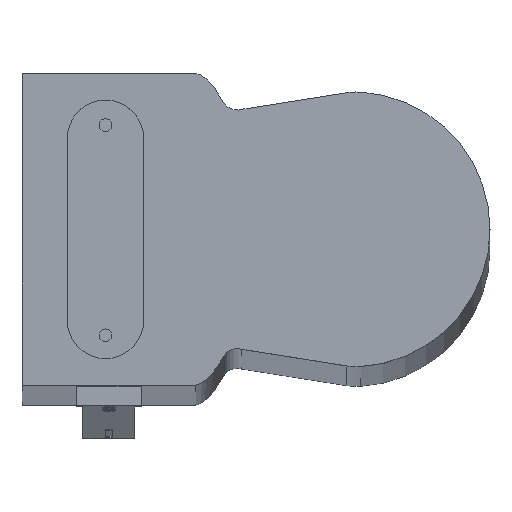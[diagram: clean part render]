
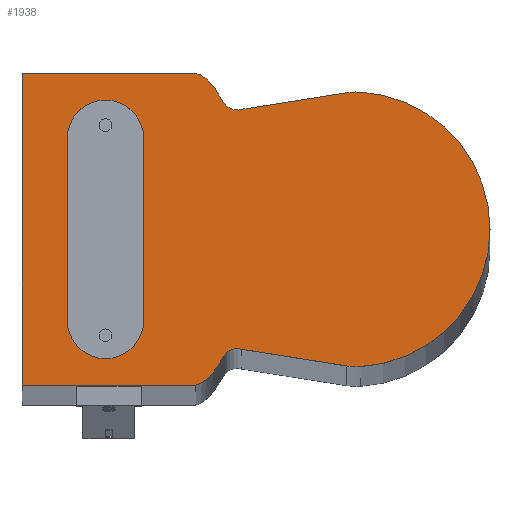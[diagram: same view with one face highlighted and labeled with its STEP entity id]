
A CAD part, top view. The second image highlights one B-rep face of the part: STEP entity #1938.
In plain terms, the highlighted face is planar.
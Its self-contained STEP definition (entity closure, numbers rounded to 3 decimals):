
#3 = AXIS2_PLACEMENT_3D ( 'NONE', #1837, #848, #2220 ) ;
#55 = CARTESIAN_POINT ( 'NONE',  ( 11.805, 436.5, -14.405 ) ) ;
#56 = CIRCLE ( 'NONE', #403, 5. ) ;
#75 = EDGE_CURVE ( 'NONE', #1308, #2001, #1695, .T. ) ;
#96 = CARTESIAN_POINT ( 'NONE',  ( -7.01, 436.5, -3.488 ) ) ;
#109 = EDGE_CURVE ( 'NONE', #1942, #1494, #56, .T. ) ;
#121 = DIRECTION ( 'NONE',  ( 0., -1., 0. ) ) ;
#158 = B_SPLINE_CURVE_WITH_KNOTS ( 'NONE', 2,
 ( #2106, #55, #1359 ),
 .UNSPECIFIED., .F., .F.,
 ( 3, 3 ),
 ( 0.5, 0.501 ),
 .UNSPECIFIED. ) ;
#169 = ORIENTED_EDGE ( 'NONE', *, *, #1947, .T. ) ;
#217 = AXIS2_PLACEMENT_3D ( 'NONE', #838, #457, #797 ) ;
#244 = ORIENTED_EDGE ( 'NONE', *, *, #1728, .T. ) ;
#261 = VERTEX_POINT ( 'NONE', #1864 ) ;
#308 = CIRCLE ( 'NONE', #495, 2.933 ) ;
#357 = FACE_OUTER_BOUND ( 'NONE', #2200, .T. ) ;
#372 = PLANE ( 'NONE',  #387 ) ;
#387 = AXIS2_PLACEMENT_3D ( 'NONE', #1107, #1131, #739 ) ;
#392 = EDGE_CURVE ( 'NONE', #2457, #2432, #812, .T. ) ;
#398 = FACE_BOUND ( 'NONE', #632, .T. ) ;
#400 = EDGE_CURVE ( 'NONE', #1679, #444, #927, .T. ) ;
#403 = AXIS2_PLACEMENT_3D ( 'NONE', #1166, #1180, #1982 ) ;
#414 = ORIENTED_EDGE ( 'NONE', *, *, #960, .F. ) ;
#422 = AXIS2_PLACEMENT_3D ( 'NONE', #2246, #121, #1096 ) ;
#431 = CARTESIAN_POINT ( 'NONE',  ( 7.01, 436.5, -3.488 ) ) ;
#444 = VERTEX_POINT ( 'NONE', #1369 ) ;
#445 = VERTEX_POINT ( 'NONE', #1688 ) ;
#457 = DIRECTION ( 'NONE',  ( 0., 1., 0. ) ) ;
#495 = AXIS2_PLACEMENT_3D ( 'NONE', #1349, #2464, #2066 ) ;
#508 = ORIENTED_EDGE ( 'NONE', *, *, #1084, .T. ) ;
#559 = VECTOR ( 'NONE', #1071, 1000. ) ;
#601 = CARTESIAN_POINT ( 'NONE',  ( -10.557, 436.5, -26.051 ) ) ;
#632 = EDGE_LOOP ( 'NONE', ( #1023, #2187, #1196, #414 ) ) ;
#638 = LINE ( 'NONE', #1944, #1385 ) ;
#709 = CIRCLE ( 'NONE', #2113, 10.576 ) ;
#715 = CARTESIAN_POINT ( 'NONE',  ( -12., 436.5, -13.364 ) ) ;
#719 = VERTEX_POINT ( 'NONE', #1723 ) ;
#739 = DIRECTION ( 'NONE',  ( 1., 0., 0. ) ) ;
#741 = CARTESIAN_POINT ( 'NONE',  ( 12., 436.5, 0. ) ) ;
#748 = CIRCLE ( 'NONE', #1179, 1.218 ) ;
#753 = CIRCLE ( 'NONE', #3, 2.933 ) ;
#797 = DIRECTION ( 'NONE',  ( -1., 0., 0. ) ) ;
#799 = VERTEX_POINT ( 'NONE', #1353 ) ;
#812 = LINE ( 'NONE', #1575, #1333 ) ;
#816 = ORIENTED_EDGE ( 'NONE', *, *, #851, .T. ) ;
#838 = CARTESIAN_POINT ( 'NONE',  ( -5.566, 436.5, -25.755 ) ) ;
#848 = DIRECTION ( 'NONE',  ( 0., 1., 0. ) ) ;
#851 = EDGE_CURVE ( 'NONE', #719, #1942, #2006, .T. ) ;
#916 = ORIENTED_EDGE ( 'NONE', *, *, #109, .T. ) ;
#927 = CIRCLE ( 'NONE', #217, 5. ) ;
#938 = LINE ( 'NONE', #2132, #2340 ) ;
#941 = CARTESIAN_POINT ( 'NONE',  ( 10.391, 436.5, -16.546 ) ) ;
#950 = CARTESIAN_POINT ( 'NONE',  ( 12., 436.5, -3. ) ) ;
#960 = EDGE_CURVE ( 'NONE', #261, #1308, #308, .T. ) ;
#984 = VERTEX_POINT ( 'NONE', #2452 ) ;
#1013 = CARTESIAN_POINT ( 'NONE',  ( -11.805, 436.5, -14.405 ) ) ;
#1014 = DIRECTION ( 'NONE',  ( 0., 0., 1. ) ) ;
#1023 = ORIENTED_EDGE ( 'NONE', *, *, #1511, .F. ) ;
#1051 = ORIENTED_EDGE ( 'NONE', *, *, #1295, .T. ) ;
#1057 = CARTESIAN_POINT ( 'NONE',  ( 10.505, 436.5, -24.975 ) ) ;
#1063 = ORIENTED_EDGE ( 'NONE', *, *, #1485, .T. ) ;
#1071 = DIRECTION ( 'NONE',  ( 0.156, 0., -0.988 ) ) ;
#1084 = EDGE_CURVE ( 'NONE', #2116, #445, #1745, .T. ) ;
#1096 = DIRECTION ( 'NONE',  ( -1., 0., 0. ) ) ;
#1107 = CARTESIAN_POINT ( 'NONE',  ( 0., 436.5, 0. ) ) ;
#1118 = DIRECTION ( 'NONE',  ( -1., 0., 0. ) ) ;
#1131 = DIRECTION ( 'NONE',  ( 0., -1., 0. ) ) ;
#1166 = CARTESIAN_POINT ( 'NONE',  ( 5.566, 436.5, -25.755 ) ) ;
#1179 = AXIS2_PLACEMENT_3D ( 'NONE', #941, #1717, #1923 ) ;
#1180 = DIRECTION ( 'NONE',  ( 0., 1., 0. ) ) ;
#1196 = ORIENTED_EDGE ( 'NONE', *, *, #75, .F. ) ;
#1197 = ORIENTED_EDGE ( 'NONE', *, *, #1496, .T. ) ;
#1235 = CARTESIAN_POINT ( 'NONE',  ( -12., 436.5, 0. ) ) ;
#1295 = EDGE_CURVE ( 'NONE', #2432, #1569, #638, .T. ) ;
#1308 = VERTEX_POINT ( 'NONE', #96 ) ;
#1320 = CARTESIAN_POINT ( 'NONE',  ( 0., 436.5, -25.424 ) ) ;
#1332 = DIRECTION ( 'NONE',  ( -1., 0., 0. ) ) ;
#1333 = VECTOR ( 'NONE', #1014, 1000. ) ;
#1349 = CARTESIAN_POINT ( 'NONE',  ( -7.01, 436.5, -6.421 ) ) ;
#1353 = CARTESIAN_POINT ( 'NONE',  ( 12., 436.5, -13.364 ) ) ;
#1359 = CARTESIAN_POINT ( 'NONE',  ( 9.693, 436.5, -15.548 ) ) ;
#1369 = CARTESIAN_POINT ( 'NONE',  ( -10.505, 436.5, -24.975 ) ) ;
#1373 = LINE ( 'NONE', #2394, #1430 ) ;
#1385 = VECTOR ( 'NONE', #1411, 1000. ) ;
#1402 = ORIENTED_EDGE ( 'NONE', *, *, #400, .T. ) ;
#1411 = DIRECTION ( 'NONE',  ( 1., 0., 0. ) ) ;
#1430 = VECTOR ( 'NONE', #2377, 1000. ) ;
#1485 = EDGE_CURVE ( 'NONE', #984, #719, #748, .T. ) ;
#1494 = VERTEX_POINT ( 'NONE', #2320 ) ;
#1496 = EDGE_CURVE ( 'NONE', #1569, #799, #2301, .T. ) ;
#1506 = VECTOR ( 'NONE', #2283, 1000. ) ;
#1511 = EDGE_CURVE ( 'NONE', #2109, #261, #938, .T. ) ;
#1546 = CARTESIAN_POINT ( 'NONE',  ( 7.01, 436.5, -9.355 ) ) ;
#1569 = VERTEX_POINT ( 'NONE', #741 ) ;
#1574 = CARTESIAN_POINT ( 'NONE',  ( -12., 436.5, -13.364 ) ) ;
#1575 = CARTESIAN_POINT ( 'NONE',  ( -12., 436.5, 0. ) ) ;
#1679 = VERTEX_POINT ( 'NONE', #601 ) ;
#1688 = CARTESIAN_POINT ( 'NONE',  ( -9.693, 436.5, -15.548 ) ) ;
#1695 = LINE ( 'NONE', #1872, #2318 ) ;
#1717 = DIRECTION ( 'NONE',  ( 0., -1., 0. ) ) ;
#1723 = CARTESIAN_POINT ( 'NONE',  ( 9.233, 436.5, -16.921 ) ) ;
#1728 = EDGE_CURVE ( 'NONE', #445, #2457, #2265, .T. ) ;
#1745 = CIRCLE ( 'NONE', #422, 1.218 ) ;
#1765 = CARTESIAN_POINT ( 'NONE',  ( -9.693, 436.5, -15.548 ) ) ;
#1811 = CARTESIAN_POINT ( 'NONE',  ( -9.233, 436.5, -16.921 ) ) ;
#1837 = CARTESIAN_POINT ( 'NONE',  ( 7.01, 436.5, -6.421 ) ) ;
#1864 = CARTESIAN_POINT ( 'NONE',  ( -7.01, 436.5, -9.355 ) ) ;
#1872 = CARTESIAN_POINT ( 'NONE',  ( 7.01, 436.5, -3.488 ) ) ;
#1913 = CARTESIAN_POINT ( 'NONE',  ( 10.505, 436.5, -24.975 ) ) ;
#1923 = DIRECTION ( 'NONE',  ( -1., 0., 0. ) ) ;
#1938 = ADVANCED_FACE ( 'NONE', ( #398, #357 ), #372, .F. ) ;
#1942 = VERTEX_POINT ( 'NONE', #1913 ) ;
#1943 = ORIENTED_EDGE ( 'NONE', *, *, #392, .T. ) ;
#1944 = CARTESIAN_POINT ( 'NONE',  ( 12., 436.5, 0. ) ) ;
#1947 = EDGE_CURVE ( 'NONE', #1494, #1679, #709, .T. ) ;
#1976 = EDGE_CURVE ( 'NONE', #799, #984, #158, .T. ) ;
#1982 = DIRECTION ( 'NONE',  ( -1., 0., 0. ) ) ;
#2001 = VERTEX_POINT ( 'NONE', #431 ) ;
#2006 = LINE ( 'NONE', #1057, #559 ) ;
#2016 = ORIENTED_EDGE ( 'NONE', *, *, #1976, .T. ) ;
#2066 = DIRECTION ( 'NONE',  ( -1., 0., 0. ) ) ;
#2084 = DIRECTION ( 'NONE',  ( 0., 1., 0. ) ) ;
#2106 = CARTESIAN_POINT ( 'NONE',  ( 12., 436.5, -13.364 ) ) ;
#2109 = VERTEX_POINT ( 'NONE', #1546 ) ;
#2113 = AXIS2_PLACEMENT_3D ( 'NONE', #1320, #2084, #1118 ) ;
#2116 = VERTEX_POINT ( 'NONE', #1811 ) ;
#2132 = CARTESIAN_POINT ( 'NONE',  ( 7.01, 436.5, -9.355 ) ) ;
#2136 = EDGE_CURVE ( 'NONE', #444, #2116, #1373, .T. ) ;
#2187 = ORIENTED_EDGE ( 'NONE', *, *, #2368, .F. ) ;
#2200 = EDGE_LOOP ( 'NONE', ( #1197, #2016, #1063, #816, #916, #169, #1402, #2352, #508, #244, #1943, #1051 ) ) ;
#2220 = DIRECTION ( 'NONE',  ( -1., 0., 0. ) ) ;
#2246 = CARTESIAN_POINT ( 'NONE',  ( -10.391, 436.5, -16.546 ) ) ;
#2265 = B_SPLINE_CURVE_WITH_KNOTS ( 'NONE', 2,
 ( #1765, #1013, #1574 ),
 .UNSPECIFIED., .F., .F.,
 ( 3, 3 ),
 ( 0.499, 0.5 ),
 .UNSPECIFIED. ) ;
#2283 = DIRECTION ( 'NONE',  ( 0., 0., -1. ) ) ;
#2301 = LINE ( 'NONE', #950, #1506 ) ;
#2318 = VECTOR ( 'NONE', #2421, 1000. ) ;
#2320 = CARTESIAN_POINT ( 'NONE',  ( 10.557, 436.5, -26.051 ) ) ;
#2340 = VECTOR ( 'NONE', #1332, 1000. ) ;
#2352 = ORIENTED_EDGE ( 'NONE', *, *, #2136, .T. ) ;
#2368 = EDGE_CURVE ( 'NONE', #2001, #2109, #753, .T. ) ;
#2377 = DIRECTION ( 'NONE',  ( 0.156, 0., 0.988 ) ) ;
#2394 = CARTESIAN_POINT ( 'NONE',  ( -10.505, 436.5, -24.975 ) ) ;
#2421 = DIRECTION ( 'NONE',  ( 1., 0., 0. ) ) ;
#2432 = VERTEX_POINT ( 'NONE', #1235 ) ;
#2452 = CARTESIAN_POINT ( 'NONE',  ( 9.693, 436.5, -15.548 ) ) ;
#2457 = VERTEX_POINT ( 'NONE', #715 ) ;
#2464 = DIRECTION ( 'NONE',  ( 0., 1., 0. ) ) ;
